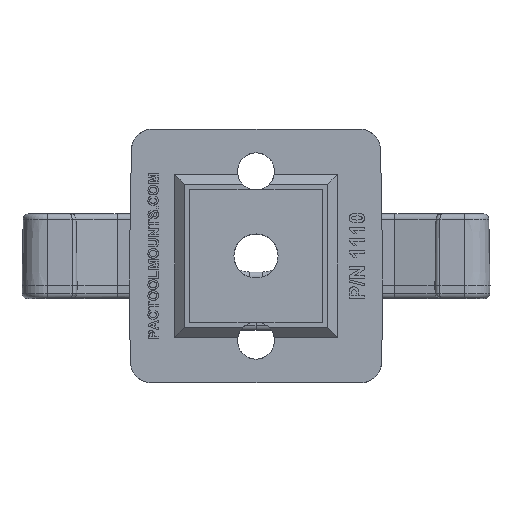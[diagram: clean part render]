
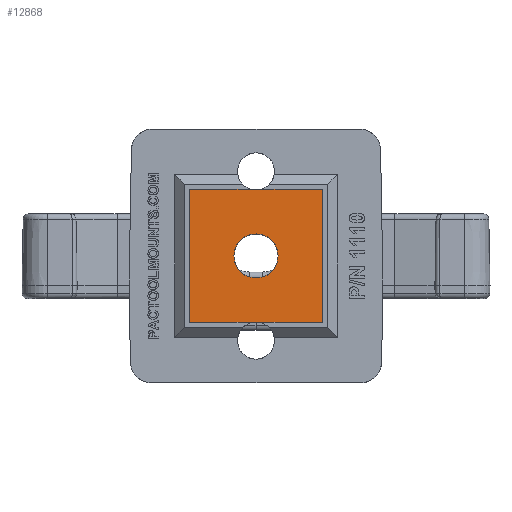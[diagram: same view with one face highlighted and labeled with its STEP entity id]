
A CAD part, top view. The second image highlights one B-rep face of the part: STEP entity #12868.
In plain terms, the highlighted planar face has unit normal (0, 0, 1).
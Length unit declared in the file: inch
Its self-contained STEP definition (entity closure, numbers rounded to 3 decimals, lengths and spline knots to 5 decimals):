
#50 = DIRECTION ( 'NONE',  ( -1., 0., 0. ) ) ;
#145 = AXIS2_PLACEMENT_3D ( 'NONE', #17396, #825, #8191 ) ;
#206 = DIRECTION ( 'NONE',  ( 0., -1., 0. ) ) ;
#298 = CIRCLE ( 'NONE', #13840, 0.13 ) ;
#757 = EDGE_CURVE ( 'NONE', #5326, #10659, #298, .T. ) ;
#825 = DIRECTION ( 'NONE',  ( 0., 0., 1. ) ) ;
#959 = CARTESIAN_POINT ( 'NONE',  ( 0.393, 0.393, -0.056 ) ) ;
#1427 = DIRECTION ( 'NONE',  ( 0., 0., 1. ) ) ;
#1762 = VECTOR ( 'NONE', #50, 39.37008 ) ;
#2358 = CARTESIAN_POINT ( 'NONE',  ( -0.02267, 0.393, -0.056 ) ) ;
#2397 = CARTESIAN_POINT ( 'NONE',  ( 0.75, -0.25, -0.056 ) ) ;
#2434 = VERTEX_POINT ( 'NONE', #19636 ) ;
#2797 = ORIENTED_EDGE ( 'NONE', *, *, #23377, .F. ) ;
#3518 = ORIENTED_EDGE ( 'NONE', *, *, #16753, .F. ) ;
#3924 = DIRECTION ( 'NONE',  ( -1., 0., 0. ) ) ;
#4008 = AXIS2_PLACEMENT_3D ( 'NONE', #17989, #1427, #8803 ) ;
#4012 = EDGE_CURVE ( 'NONE', #18578, #4729, #13128, .T. ) ;
#4203 = FACE_OUTER_BOUND ( 'NONE', #13568, .T. ) ;
#4729 = VERTEX_POINT ( 'NONE', #14886 ) ;
#5028 = CARTESIAN_POINT ( 'NONE',  ( -0.393, -0.393, -0.056 ) ) ;
#5226 = LINE ( 'NONE', #12593, #8365 ) ;
#5326 = VERTEX_POINT ( 'NONE', #15568 ) ;
#5606 = VECTOR ( 'NONE', #3924, 39.37008 ) ;
#5647 = CARTESIAN_POINT ( 'NONE',  ( -0.393, 0.393, -0.056 ) ) ;
#6049 = DIRECTION ( 'NONE',  ( 0., 0., 1. ) ) ;
#6552 = EDGE_CURVE ( 'NONE', #10659, #5326, #10586, .T. ) ;
#6709 = EDGE_CURVE ( 'NONE', #4729, #2434, #14459, .T. ) ;
#7052 = DIRECTION ( 'NONE',  ( 1., 0., 0. ) ) ;
#7340 = ORIENTED_EDGE ( 'NONE', *, *, #14369, .F. ) ;
#8191 = DIRECTION ( 'NONE',  ( 1., 0., 0. ) ) ;
#8365 = VECTOR ( 'NONE', #19973, 39.37008 ) ;
#8372 = LINE ( 'NONE', #15770, #22473 ) ;
#8774 = VECTOR ( 'NONE', #206, 39.37008 ) ;
#8803 = DIRECTION ( 'NONE',  ( 1., 0., 0. ) ) ;
#9242 = LINE ( 'NONE', #16628, #1762 ) ;
#9394 = LINE ( 'NONE', #16783, #8774 ) ;
#9768 = DIRECTION ( 'NONE',  ( 0., 0., 1. ) ) ;
#10519 = ORIENTED_EDGE ( 'NONE', *, *, #13339, .F. ) ;
#10586 = CIRCLE ( 'NONE', #145, 0.13 ) ;
#10659 = VERTEX_POINT ( 'NONE', #19140 ) ;
#11382 = ORIENTED_EDGE ( 'NONE', *, *, #23837, .F. ) ;
#11463 = EDGE_CURVE ( 'NONE', #23846, #12203, #22222, .T. ) ;
#11580 = FACE_BOUND ( 'NONE', #20095, .T. ) ;
#11830 = AXIS2_PLACEMENT_3D ( 'NONE', #16250, #23630, #7052 ) ;
#12203 = VERTEX_POINT ( 'NONE', #2358 ) ;
#12593 = CARTESIAN_POINT ( 'NONE',  ( -0.393, 0.393, -0.056 ) ) ;
#12598 = ORIENTED_EDGE ( 'NONE', *, *, #757, .F. ) ;
#12868 = ADVANCED_FACE ( 'NONE', ( #4203, #11580 ), #18968, .T. ) ;
#13020 = DIRECTION ( 'NONE',  ( 1., 0., 0. ) ) ;
#13128 = LINE ( 'NONE', #20509, #5606 ) ;
#13159 = CARTESIAN_POINT ( 'NONE',  ( -0.393, 0.393, -0.056 ) ) ;
#13339 = EDGE_CURVE ( 'NONE', #2434, #17562, #9242, .T. ) ;
#13423 = DIRECTION ( 'NONE',  ( 1., 0., 0. ) ) ;
#13568 = EDGE_LOOP ( 'NONE', ( #21178, #20910, #11382, #7340, #3518, #14123, #2797, #10519 ) ) ;
#13840 = AXIS2_PLACEMENT_3D ( 'NONE', #22630, #6049, #13423 ) ;
#14123 = ORIENTED_EDGE ( 'NONE', *, *, #11463, .F. ) ;
#14369 = EDGE_CURVE ( 'NONE', #18224, #22617, #8372, .T. ) ;
#14459 = CIRCLE ( 'NONE', #4008, 0.10938 ) ;
#14803 = ORIENTED_EDGE ( 'NONE', *, *, #6552, .F. ) ;
#14886 = CARTESIAN_POINT ( 'NONE',  ( 0.02267, -0.393, -0.056 ) ) ;
#15568 = CARTESIAN_POINT ( 'NONE',  ( -0.13, 0., -0.056 ) ) ;
#15770 = CARTESIAN_POINT ( 'NONE',  ( -0.393, 0.393, -0.056 ) ) ;
#16250 = CARTESIAN_POINT ( 'NONE',  ( 0., 0.5, -0.056 ) ) ;
#16628 = CARTESIAN_POINT ( 'NONE',  ( -0.393, -0.393, -0.056 ) ) ;
#16753 = EDGE_CURVE ( 'NONE', #12203, #18224, #22283, .T. ) ;
#16783 = CARTESIAN_POINT ( 'NONE',  ( 0.393, 0.393, -0.056 ) ) ;
#17154 = DIRECTION ( 'NONE',  ( 1., 0., 0. ) ) ;
#17396 = CARTESIAN_POINT ( 'NONE',  ( 0., 0., -0.056 ) ) ;
#17562 = VERTEX_POINT ( 'NONE', #5028 ) ;
#17989 = CARTESIAN_POINT ( 'NONE',  ( 0., -0.5, -0.056 ) ) ;
#18224 = VERTEX_POINT ( 'NONE', #21153 ) ;
#18578 = VERTEX_POINT ( 'NONE', #21377 ) ;
#18968 = PLANE ( 'NONE',  #21073 ) ;
#19140 = CARTESIAN_POINT ( 'NONE',  ( 0.13, 0., -0.056 ) ) ;
#19636 = CARTESIAN_POINT ( 'NONE',  ( -0.02267, -0.393, -0.056 ) ) ;
#19973 = DIRECTION ( 'NONE',  ( 0., 1., 0. ) ) ;
#20095 = EDGE_LOOP ( 'NONE', ( #14803, #12598 ) ) ;
#20509 = CARTESIAN_POINT ( 'NONE',  ( -0.393, -0.393, -0.056 ) ) ;
#20530 = VECTOR ( 'NONE', #13020, 39.37008 ) ;
#20910 = ORIENTED_EDGE ( 'NONE', *, *, #4012, .F. ) ;
#21073 = AXIS2_PLACEMENT_3D ( 'NONE', #2397, #9768, #17154 ) ;
#21153 = CARTESIAN_POINT ( 'NONE',  ( 0.02267, 0.393, -0.056 ) ) ;
#21178 = ORIENTED_EDGE ( 'NONE', *, *, #6709, .F. ) ;
#21377 = CARTESIAN_POINT ( 'NONE',  ( 0.393, -0.393, -0.056 ) ) ;
#22222 = LINE ( 'NONE', #5647, #20530 ) ;
#22283 = CIRCLE ( 'NONE', #11830, 0.10938 ) ;
#22473 = VECTOR ( 'NONE', #23152, 39.37008 ) ;
#22617 = VERTEX_POINT ( 'NONE', #959 ) ;
#22630 = CARTESIAN_POINT ( 'NONE',  ( 0., 0., -0.056 ) ) ;
#23152 = DIRECTION ( 'NONE',  ( 1., 0., 0. ) ) ;
#23377 = EDGE_CURVE ( 'NONE', #17562, #23846, #5226, .T. ) ;
#23630 = DIRECTION ( 'NONE',  ( 0., 0., 1. ) ) ;
#23837 = EDGE_CURVE ( 'NONE', #22617, #18578, #9394, .T. ) ;
#23846 = VERTEX_POINT ( 'NONE', #13159 ) ;
